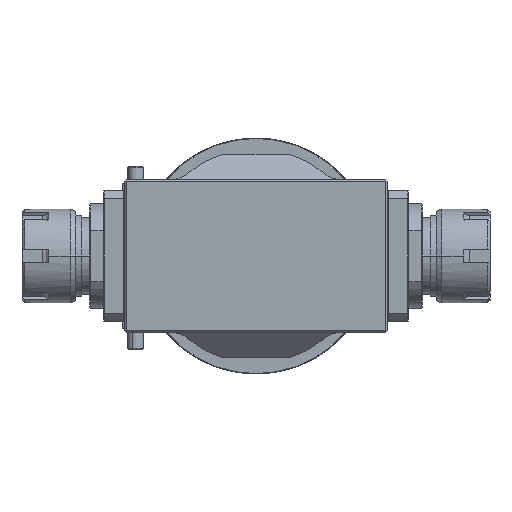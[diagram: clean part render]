
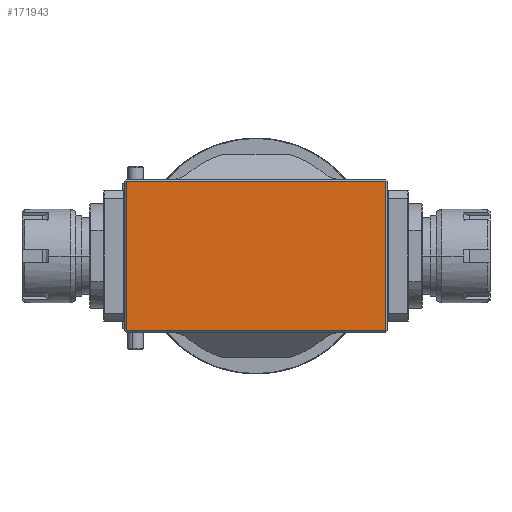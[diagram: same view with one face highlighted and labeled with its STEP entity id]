
A CAD part, front view. The second image highlights one B-rep face of the part: STEP entity #171943.
In plain terms, the highlighted planar face has unit normal (0, -1, 0).
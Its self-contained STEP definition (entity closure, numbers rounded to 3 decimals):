
#12240 = CARTESIAN_POINT ( 'NONE',  ( 48.5, 0., -28. ) ) ;
#15970 = CARTESIAN_POINT ( 'NONE',  ( -48.5, 0., -28.5 ) ) ;
#23598 = EDGE_LOOP ( 'NONE', ( #107502, #217269, #201358, #160979 ) ) ;
#25830 = CARTESIAN_POINT ( 'NONE',  ( 0., 0., 0. ) ) ;
#26527 = VERTEX_POINT ( 'NONE', #12240 ) ;
#31812 = CARTESIAN_POINT ( 'NONE',  ( 48.5, 0., 28.5 ) ) ;
#41076 = CARTESIAN_POINT ( 'NONE',  ( 48.5, 0., 28. ) ) ;
#44434 = VECTOR ( 'NONE', #184490, 1000. ) ;
#49491 = CARTESIAN_POINT ( 'NONE',  ( -48.5, 0., -28. ) ) ;
#70426 = VERTEX_POINT ( 'NONE', #41076 ) ;
#90550 = EDGE_CURVE ( 'NONE', #156522, #26527, #218457, .T. ) ;
#97166 = DIRECTION ( 'NONE',  ( 0., 0., -1. ) ) ;
#97951 = DIRECTION ( 'NONE',  ( -1., 0., 0. ) ) ;
#107131 = DIRECTION ( 'NONE',  ( 0., -1., 0. ) ) ;
#107502 = ORIENTED_EDGE ( 'NONE', *, *, #90550, .T. ) ;
#119638 = DIRECTION ( 'NONE',  ( 0., 0., -1. ) ) ;
#121413 = EDGE_CURVE ( 'NONE', #70426, #134917, #248789, .T. ) ;
#134917 = VERTEX_POINT ( 'NONE', #239355 ) ;
#156522 = VERTEX_POINT ( 'NONE', #49491 ) ;
#159063 = CARTESIAN_POINT ( 'NONE',  ( -49., 0., 28. ) ) ;
#160979 = ORIENTED_EDGE ( 'NONE', *, *, #218496, .T. ) ;
#164255 = CARTESIAN_POINT ( 'NONE',  ( 49., 0., -28. ) ) ;
#171943 = ADVANCED_FACE ( 'NONE', ( #205389 ), #237089, .T. ) ;
#175804 = VECTOR ( 'NONE', #97166, 1000. ) ;
#176123 = VECTOR ( 'NONE', #213819, 1000. ) ;
#184490 = DIRECTION ( 'NONE',  ( 1., 0., 0. ) ) ;
#201358 = ORIENTED_EDGE ( 'NONE', *, *, #121413, .T. ) ;
#205389 = FACE_OUTER_BOUND ( 'NONE', #23598, .T. ) ;
#213819 = DIRECTION ( 'NONE',  ( 0., 0., 1. ) ) ;
#217269 = ORIENTED_EDGE ( 'NONE', *, *, #247829, .T. ) ;
#218457 = LINE ( 'NONE', #164255, #44434 ) ;
#218496 = EDGE_CURVE ( 'NONE', #134917, #156522, #229509, .T. ) ;
#229509 = LINE ( 'NONE', #15970, #175804 ) ;
#229818 = LINE ( 'NONE', #31812, #176123 ) ;
#237089 = PLANE ( 'NONE',  #254054 ) ;
#239355 = CARTESIAN_POINT ( 'NONE',  ( -48.5, 0., 28. ) ) ;
#247829 = EDGE_CURVE ( 'NONE', #26527, #70426, #229818, .T. ) ;
#248789 = LINE ( 'NONE', #159063, #261433 ) ;
#254054 = AXIS2_PLACEMENT_3D ( 'NONE', #25830, #107131, #119638 ) ;
#261433 = VECTOR ( 'NONE', #97951, 1000. ) ;
